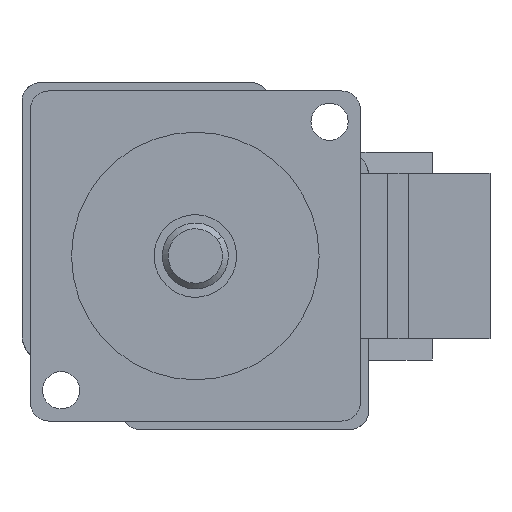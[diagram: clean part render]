
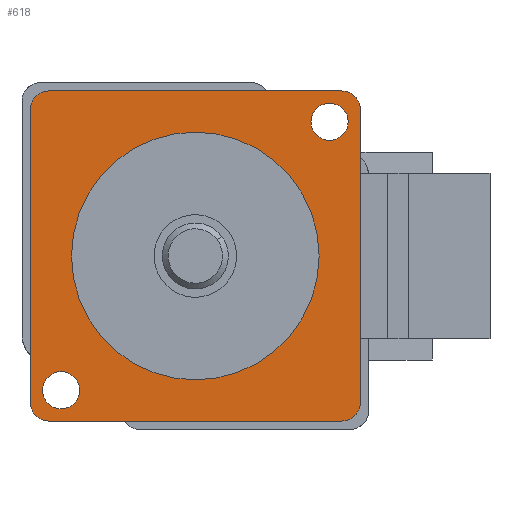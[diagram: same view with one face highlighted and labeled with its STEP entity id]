
A CAD part, left-side view. The second image highlights one B-rep face of the part: STEP entity #618.
In plain terms, the highlighted planar face has unit normal (-1, 0, 0).
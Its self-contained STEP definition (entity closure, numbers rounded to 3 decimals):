
#8 = EDGE_LOOP ( 'NONE', ( #276, #1697, #275, #250, #294, #91, #1593, #15 ) ) ;
#15 = ORIENTED_EDGE ( 'NONE', *, *, #423, .F. ) ;
#48 = EDGE_LOOP ( 'NONE', ( #1433, #594 ) ) ;
#85 = VERTEX_POINT ( 'NONE', #1300 ) ;
#91 = ORIENTED_EDGE ( 'NONE', *, *, #322, .F. ) ;
#122 = VERTEX_POINT ( 'NONE', #1547 ) ;
#130 = EDGE_CURVE ( 'NONE', #1308, #499, #1566, .T. ) ;
#136 = VERTEX_POINT ( 'NONE', #1603 ) ;
#170 = EDGE_CURVE ( 'NONE', #122, #552, #1888, .T. ) ;
#179 = EDGE_CURVE ( 'NONE', #305, #136, #1969, .T. ) ;
#230 = VERTEX_POINT ( 'NONE', #2237 ) ;
#250 = ORIENTED_EDGE ( 'NONE', *, *, #1555, .F. ) ;
#256 = EDGE_LOOP ( 'NONE', ( #371, #2833 ) ) ;
#265 = VERTEX_POINT ( 'NONE', #2316 ) ;
#275 = ORIENTED_EDGE ( 'NONE', *, *, #130, .F. ) ;
#276 = ORIENTED_EDGE ( 'NONE', *, *, #603, .F. ) ;
#286 = VERTEX_POINT ( 'NONE', #2361 ) ;
#294 = ORIENTED_EDGE ( 'NONE', *, *, #1160, .F. ) ;
#305 = VERTEX_POINT ( 'NONE', #2432 ) ;
#322 = EDGE_CURVE ( 'NONE', #230, #265, #1234, .T. ) ;
#371 = ORIENTED_EDGE ( 'NONE', *, *, #179, .T. ) ;
#423 = EDGE_CURVE ( 'NONE', #2828, #637, #666, .T. ) ;
#499 = VERTEX_POINT ( 'NONE', #929 ) ;
#552 = VERTEX_POINT ( 'NONE', #1287 ) ;
#557 = EDGE_CURVE ( 'NONE', #552, #122, #1326, .T. ) ;
#584 = EDGE_CURVE ( 'NONE', #499, #1216, #1484, .T. ) ;
#594 = ORIENTED_EDGE ( 'NONE', *, *, #2811, .T. ) ;
#603 = EDGE_CURVE ( 'NONE', #1216, #2828, #1596, .T. ) ;
#618 = ADVANCED_FACE ( 'NONE', ( #1745, #1746, #1747, #1748 ), #1749, .F. ) ;
#621 = EDGE_CURVE ( 'NONE', #637, #230, #1792, .T. ) ;
#637 = VERTEX_POINT ( 'NONE', #1894 ) ;
#666 = LINE ( 'NONE', #667, #668 ) ;
#667 = CARTESIAN_POINT ( 'NONE',  ( 0., 20., 17.75 ) ) ;
#668 = VECTOR ( 'NONE', #669, 1000. ) ;
#669 = DIRECTION ( 'NONE',  ( 0., 0., 1. ) ) ;
#815 = CARTESIAN_POINT ( 'NONE',  ( 0., 20., -17.75 ) ) ;
#860 = CIRCLE ( 'NONE', #861, 2.25 ) ;
#861 = AXIS2_PLACEMENT_3D ( 'NONE', #862, #863, #864 ) ;
#862 = CARTESIAN_POINT ( 'NONE',  ( 0., 16.263, -16.263 ) ) ;
#863 = DIRECTION ( 'NONE',  ( 1., 0., 0. ) ) ;
#864 = DIRECTION ( 'NONE',  ( 0., 0., -1. ) ) ;
#929 = CARTESIAN_POINT ( 'NONE',  ( 0., -17.75, -20. ) ) ;
#962 = CIRCLE ( 'NONE', #963, 2.25 ) ;
#963 = AXIS2_PLACEMENT_3D ( 'NONE', #964, #965, #966 ) ;
#964 = CARTESIAN_POINT ( 'NONE',  ( 0., -16.263, 16.263 ) ) ;
#965 = DIRECTION ( 'NONE',  ( 1., 0., 0. ) ) ;
#966 = DIRECTION ( 'NONE',  ( 0., 0., -1. ) ) ;
#1074 = ORIENTED_EDGE ( 'NONE', *, *, #170, .F. ) ;
#1160 = EDGE_CURVE ( 'NONE', #265, #2320, #2250, .T. ) ;
#1216 = VERTEX_POINT ( 'NONE', #2272 ) ;
#1234 = LINE ( 'NONE', #1235, #1239 ) ;
#1235 = CARTESIAN_POINT ( 'NONE',  ( 0., 17.75, 20. ) ) ;
#1239 = VECTOR ( 'NONE', #1240, 1000. ) ;
#1240 = DIRECTION ( 'NONE',  ( 0., -1., 0. ) ) ;
#1287 = CARTESIAN_POINT ( 'NONE',  ( 0., 15., 0. ) ) ;
#1300 = CARTESIAN_POINT ( 'NONE',  ( 0., 16.263, -18.513 ) ) ;
#1308 = VERTEX_POINT ( 'NONE', #2299 ) ;
#1326 = CIRCLE ( 'NONE', #1327, 15. ) ;
#1327 = AXIS2_PLACEMENT_3D ( 'NONE', #1328, #1329, #1330 ) ;
#1328 = CARTESIAN_POINT ( 'NONE',  ( 0., 0., 0. ) ) ;
#1329 = DIRECTION ( 'NONE',  ( -1., 0., 0. ) ) ;
#1330 = DIRECTION ( 'NONE',  ( 0., -1., 0. ) ) ;
#1433 = ORIENTED_EDGE ( 'NONE', *, *, #2836, .T. ) ;
#1484 = LINE ( 'NONE', #1485, #1486 ) ;
#1485 = CARTESIAN_POINT ( 'NONE',  ( 0., 17.75, -20. ) ) ;
#1486 = VECTOR ( 'NONE', #1487, 1000. ) ;
#1487 = DIRECTION ( 'NONE',  ( 0., 1., 0. ) ) ;
#1492 = CARTESIAN_POINT ( 'NONE',  ( 0., -20., 17.75 ) ) ;
#1547 = CARTESIAN_POINT ( 'NONE',  ( 0., -15., 0. ) ) ;
#1555 = EDGE_CURVE ( 'NONE', #2320, #1308, #2369, .T. ) ;
#1566 = CIRCLE ( 'NONE', #1567, 2.25 ) ;
#1567 = AXIS2_PLACEMENT_3D ( 'NONE', #1568, #1569, #1570 ) ;
#1568 = CARTESIAN_POINT ( 'NONE',  ( 0., -17.75, -17.75 ) ) ;
#1569 = DIRECTION ( 'NONE',  ( 1., 0., 0. ) ) ;
#1570 = DIRECTION ( 'NONE',  ( 0., 0., -1. ) ) ;
#1593 = ORIENTED_EDGE ( 'NONE', *, *, #621, .F. ) ;
#1596 = CIRCLE ( 'NONE', #1597, 2.25 ) ;
#1597 = AXIS2_PLACEMENT_3D ( 'NONE', #1598, #1599, #1600 ) ;
#1598 = CARTESIAN_POINT ( 'NONE',  ( 0., 17.75, -17.75 ) ) ;
#1599 = DIRECTION ( 'NONE',  ( 1., 0., 0. ) ) ;
#1600 = DIRECTION ( 'NONE',  ( 0., 0., -1. ) ) ;
#1603 = CARTESIAN_POINT ( 'NONE',  ( 0., -16.263, 14.013 ) ) ;
#1697 = ORIENTED_EDGE ( 'NONE', *, *, #584, .F. ) ;
#1745 = FACE_OUTER_BOUND ( 'NONE', #8, .T. ) ;
#1746 = FACE_BOUND ( 'NONE', #2491, .T. ) ;
#1747 = FACE_BOUND ( 'NONE', #256, .T. ) ;
#1748 = FACE_BOUND ( 'NONE', #48, .T. ) ;
#1749 = PLANE ( 'NONE',  #1750 ) ;
#1750 = AXIS2_PLACEMENT_3D ( 'NONE', #1751, #1752, #1757 ) ;
#1751 = CARTESIAN_POINT ( 'NONE',  ( 0., 15., 0. ) ) ;
#1752 = DIRECTION ( 'NONE',  ( 1., 0., 0. ) ) ;
#1757 = DIRECTION ( 'NONE',  ( 0., 1., 0. ) ) ;
#1792 = CIRCLE ( 'NONE', #1793, 2.25 ) ;
#1793 = AXIS2_PLACEMENT_3D ( 'NONE', #1794, #1795, #1796 ) ;
#1794 = CARTESIAN_POINT ( 'NONE',  ( 0., 17.75, 17.75 ) ) ;
#1795 = DIRECTION ( 'NONE',  ( 1., 0., 0. ) ) ;
#1796 = DIRECTION ( 'NONE',  ( 0., 0., -1. ) ) ;
#1888 = CIRCLE ( 'NONE', #1889, 15. ) ;
#1889 = AXIS2_PLACEMENT_3D ( 'NONE', #1890, #1891, #1892 ) ;
#1890 = CARTESIAN_POINT ( 'NONE',  ( 0., 0., 0. ) ) ;
#1891 = DIRECTION ( 'NONE',  ( -1., 0., 0. ) ) ;
#1892 = DIRECTION ( 'NONE',  ( 0., -1., 0. ) ) ;
#1894 = CARTESIAN_POINT ( 'NONE',  ( 0., 20., 17.75 ) ) ;
#1969 = CIRCLE ( 'NONE', #1970, 2.25 ) ;
#1970 = AXIS2_PLACEMENT_3D ( 'NONE', #1971, #1972, #1973 ) ;
#1971 = CARTESIAN_POINT ( 'NONE',  ( 0., -16.263, 16.263 ) ) ;
#1972 = DIRECTION ( 'NONE',  ( 1., 0., 0. ) ) ;
#1973 = DIRECTION ( 'NONE',  ( 0., 0., -1. ) ) ;
#2062 = CIRCLE ( 'NONE', #2063, 2.25 ) ;
#2063 = AXIS2_PLACEMENT_3D ( 'NONE', #2064, #2065, #2066 ) ;
#2064 = CARTESIAN_POINT ( 'NONE',  ( 0., 16.263, -16.263 ) ) ;
#2065 = DIRECTION ( 'NONE',  ( 1., 0., 0. ) ) ;
#2066 = DIRECTION ( 'NONE',  ( 0., 0., -1. ) ) ;
#2237 = CARTESIAN_POINT ( 'NONE',  ( 0., 17.75, 20. ) ) ;
#2250 = CIRCLE ( 'NONE', #2251, 2.25 ) ;
#2251 = AXIS2_PLACEMENT_3D ( 'NONE', #2252, #2253, #2254 ) ;
#2252 = CARTESIAN_POINT ( 'NONE',  ( 0., -17.75, 17.75 ) ) ;
#2253 = DIRECTION ( 'NONE',  ( 1., 0., 0. ) ) ;
#2254 = DIRECTION ( 'NONE',  ( 0., 0., -1. ) ) ;
#2272 = CARTESIAN_POINT ( 'NONE',  ( 0., 17.75, -20. ) ) ;
#2299 = CARTESIAN_POINT ( 'NONE',  ( 0., -20., -17.75 ) ) ;
#2316 = CARTESIAN_POINT ( 'NONE',  ( 0., -17.75, 20. ) ) ;
#2320 = VERTEX_POINT ( 'NONE', #1492 ) ;
#2361 = CARTESIAN_POINT ( 'NONE',  ( 0., 16.263, -14.013 ) ) ;
#2369 = LINE ( 'NONE', #2370, #2371 ) ;
#2370 = CARTESIAN_POINT ( 'NONE',  ( 0., -20., 17.75 ) ) ;
#2371 = VECTOR ( 'NONE', #2372, 1000. ) ;
#2372 = DIRECTION ( 'NONE',  ( 0., 0., -1. ) ) ;
#2432 = CARTESIAN_POINT ( 'NONE',  ( 0., -16.263, 18.513 ) ) ;
#2491 = EDGE_LOOP ( 'NONE', ( #1074, #2874 ) ) ;
#2811 = EDGE_CURVE ( 'NONE', #85, #286, #2062, .T. ) ;
#2828 = VERTEX_POINT ( 'NONE', #815 ) ;
#2833 = ORIENTED_EDGE ( 'NONE', *, *, #2849, .T. ) ;
#2836 = EDGE_CURVE ( 'NONE', #286, #85, #860, .T. ) ;
#2849 = EDGE_CURVE ( 'NONE', #136, #305, #962, .T. ) ;
#2874 = ORIENTED_EDGE ( 'NONE', *, *, #557, .F. ) ;
